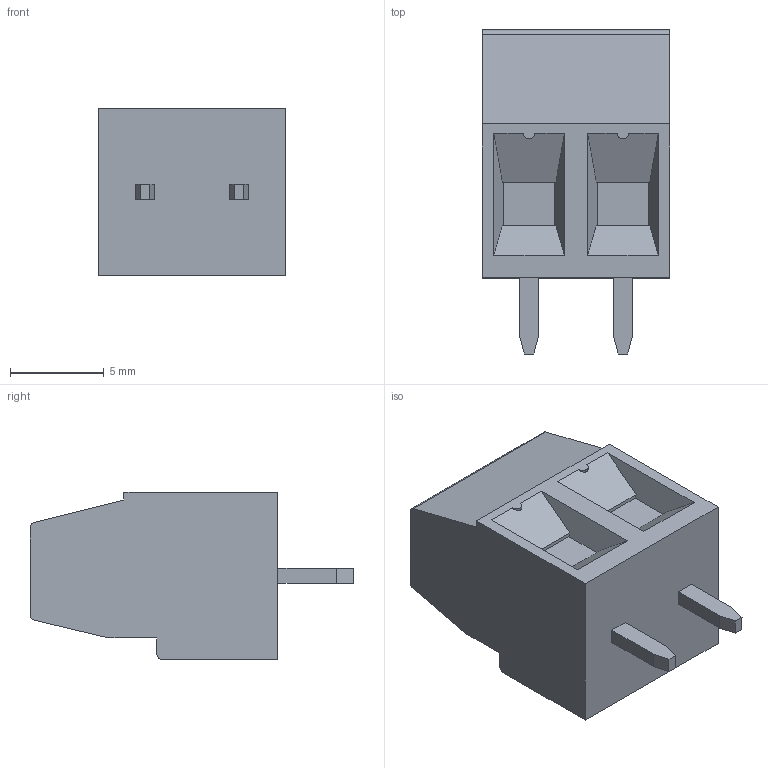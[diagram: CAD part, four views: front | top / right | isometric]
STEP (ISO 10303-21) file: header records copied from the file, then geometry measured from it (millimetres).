
FILE_DESCRIPTION(('STEP AP214'),'1');
FILE_NAME('MVS152-5-V-L.stp','2018-02-15T11:14:44',(' '),(' '),'Spatial InterOp 3D',' ',' ');
FILE_SCHEMA(('AUTOMOTIVE_DESIGN { 1 0 10303 214 1 1 1 1 }'));
Length unit declared in the file: metre
Products named in the file (1): 1
Bounding box: 10 x 17.25 x 8.9 mm (x, y, z)
Volume: 925.2 mm3; surface area: 775.5 mm2
Topology: 1 solids, 1 shells, 82 faces, 212 edges, 142 vertices
Faces by surface type: plane 69, cylinder 11, cone 2
Entity records: 3123 total; most frequent: CARTESIAN_POINT 431, ORIENTED_EDGE 416, DIRECTION 400, EDGE_CURVE 208, LINE 182, VECTOR 182, VERTEX_POINT 140, AXIS2_PLACEMENT_3D 109
